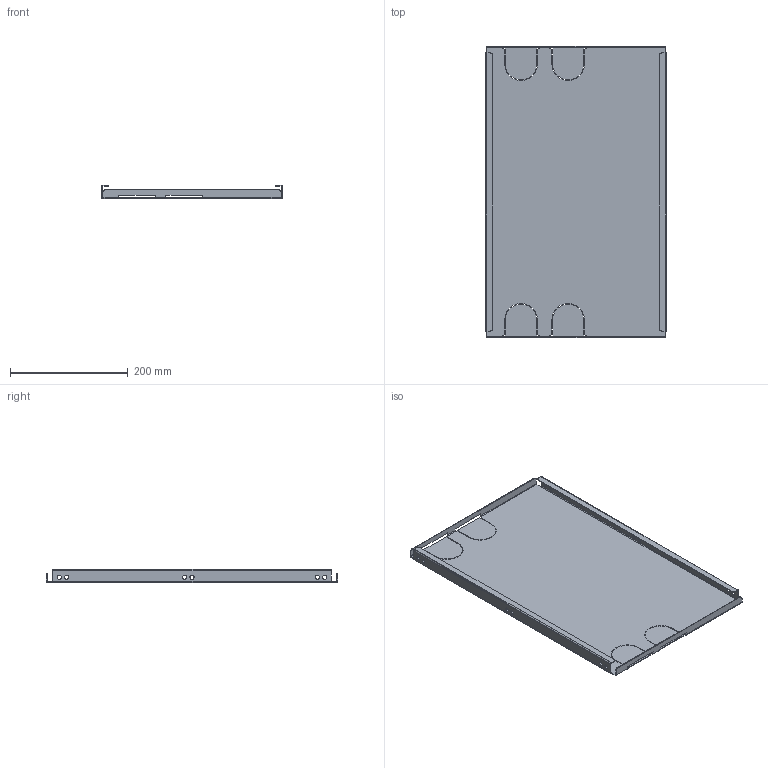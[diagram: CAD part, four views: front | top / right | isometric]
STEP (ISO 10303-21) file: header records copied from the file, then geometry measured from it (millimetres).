
FILE_DESCRIPTION (( 'STEP AP214' ), '1' );
FILE_NAME ('Ïàíåëü êàáåëüíàÿ 400õ500.STEP', '2022-04-04T10:37:27', ( '' ), ( '' ), 'SwSTEP 2.0', 'SolidWorks 2017', '' );
FILE_SCHEMA (( 'AUTOMOTIVE_DESIGN' ));
Length unit declared in the file: millimetre
Products named in the file (1): Ïàíåëü êàáåëüíàÿ 400õ500
Bounding box: 306.4 x 494 x 22.2 mm (x, y, z)
Volume: 222264.1 mm3; surface area: 374851.3 mm2
Topology: 1 solids, 1 shells, 186 faces, 528 edges, 336 vertices
Faces by surface type: plane 118, cylinder 68
Entity records: 6114 total; most frequent: ORIENTED_EDGE 1056, CARTESIAN_POINT 1051, DIRECTION 1038, EDGE_CURVE 528, LINE 392, VECTOR 392, VERTEX_POINT 336, AXIS2_PLACEMENT_3D 323
